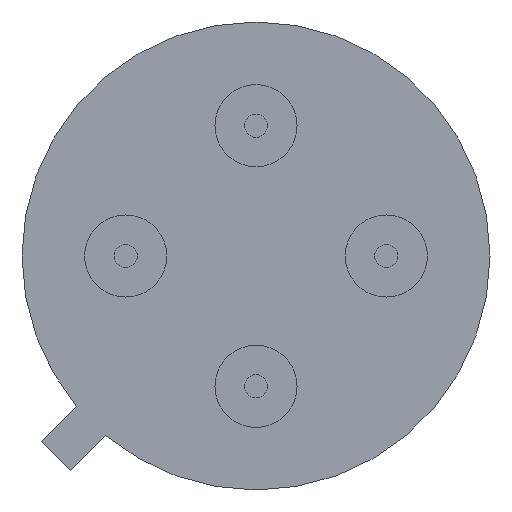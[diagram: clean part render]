
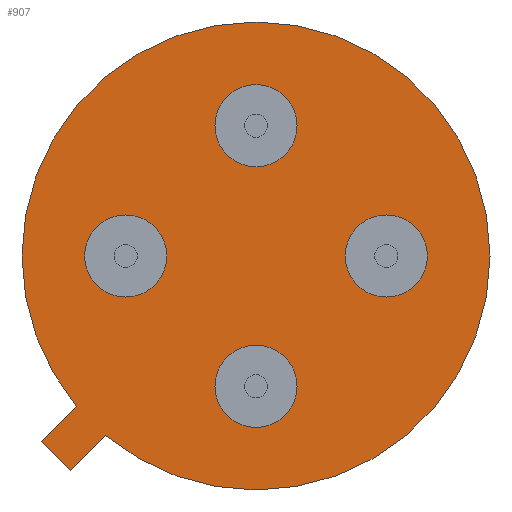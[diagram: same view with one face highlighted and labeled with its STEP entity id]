
A CAD part, front view. The second image highlights one B-rep face of the part: STEP entity #907.
In plain terms, the highlighted planar face has unit normal (0, -1, 0).
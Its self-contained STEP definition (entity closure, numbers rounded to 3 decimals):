
#218=VERTEX_POINT('NONE',#219);
#219=CARTESIAN_POINT('',(-2.54,0.0,0.8));
#225=EDGE_CURVE('NONE',#218,#226,#228,.F.);
#226=VERTEX_POINT('NONE',#227);
#227=CARTESIAN_POINT('',(-2.54,0.0,-0.8));
#228=CIRCLE('',#229,0.8);
#229=AXIS2_PLACEMENT_3D('',#230,#231,#232);
#230=CARTESIAN_POINT('',(-2.54,0.0,0.));
#231=DIRECTION('',(0.0,1.0,0.0));
#232=DIRECTION('',(1.0,0.0,0.));
#260=VERTEX_POINT('NONE',#261);
#261=CARTESIAN_POINT('',(0.,0.0,3.34));
#267=EDGE_CURVE('NONE',#260,#268,#270,.F.);
#268=VERTEX_POINT('NONE',#269);
#269=CARTESIAN_POINT('',(0.,0.0,1.74));
#270=CIRCLE('',#271,0.8);
#271=AXIS2_PLACEMENT_3D('',#272,#273,#274);
#272=CARTESIAN_POINT('',(0.,0.0,2.54));
#273=DIRECTION('',(0.0,1.0,0.0));
#274=DIRECTION('',(0.0,0.0,-1.0));
#302=VERTEX_POINT('NONE',#303);
#303=CARTESIAN_POINT('',(2.54,0.0,0.8));
#309=EDGE_CURVE('NONE',#302,#310,#312,.F.);
#310=VERTEX_POINT('NONE',#311);
#311=CARTESIAN_POINT('',(2.54,0.0,-0.8));
#312=CIRCLE('',#313,0.8);
#313=AXIS2_PLACEMENT_3D('',#314,#315,#316);
#314=CARTESIAN_POINT('',(2.54,0.0,0.));
#315=DIRECTION('',(0.0,1.0,0.0));
#316=DIRECTION('',(-1.0,0.0,0.));
#344=VERTEX_POINT('NONE',#345);
#345=CARTESIAN_POINT('',(0.,0.0,-1.74));
#351=EDGE_CURVE('NONE',#344,#352,#354,.F.);
#352=VERTEX_POINT('NONE',#353);
#353=CARTESIAN_POINT('',(0.,0.0,-3.34));
#354=CIRCLE('',#355,0.8);
#355=AXIS2_PLACEMENT_3D('',#356,#357,#358);
#356=CARTESIAN_POINT('',(0.,0.0,-2.54));
#357=DIRECTION('',(0.0,1.0,0.0));
#358=DIRECTION('',(0.0,0.0,1.0));
#616=EDGE_CURVE('NONE',#617,#619,#621,.T.);
#617=VERTEX_POINT('NONE',#618);
#618=CARTESIAN_POINT('',(2.929,0.0,-3.495));
#619=VERTEX_POINT('NONE',#620);
#620=CARTESIAN_POINT('',(0.,0.0,-4.56));
#621=CIRCLE('',#622,4.56);
#622=AXIS2_PLACEMENT_3D('',#623,#624,#625);
#623=CARTESIAN_POINT('',(0.0,0.0,0.0));
#624=DIRECTION('',(0.0,1.0,0.0));
#625=DIRECTION('',(0.0,0.0,1.0));
#659=EDGE_CURVE('NONE',#619,#660,#662,.T.);
#660=VERTEX_POINT('NONE',#661);
#661=CARTESIAN_POINT('',(0.0,0.0,4.56));
#662=CIRCLE('',#663,4.56);
#663=AXIS2_PLACEMENT_3D('',#664,#665,#666);
#664=CARTESIAN_POINT('',(0.0,0.0,0.0));
#665=DIRECTION('',(0.0,1.0,0.0));
#666=DIRECTION('',(0.0,0.0,1.0));
#692=EDGE_CURVE('NONE',#660,#693,#695,.T.);
#693=VERTEX_POINT('NONE',#694);
#694=CARTESIAN_POINT('',(3.495,0.0,-2.929));
#695=CIRCLE('',#696,4.56);
#696=AXIS2_PLACEMENT_3D('',#697,#698,#699);
#697=CARTESIAN_POINT('',(0.0,0.0,0.0));
#698=DIRECTION('',(0.0,1.0,0.0));
#699=DIRECTION('',(0.0,0.0,1.0));
#907=ADVANCED_FACE('NONE',(#908,#918,#928,#938,#948),#975,.T.);
#908=FACE_BOUND('NONE',#909,.T.);
#909=EDGE_LOOP('',(#910,#911));
#910=ORIENTED_EDGE('',*,*,#225,.F.);
#911=ORIENTED_EDGE('',*,*,#912,.T.);
#912=EDGE_CURVE('NONE',#218,#226,#913,.T.);
#913=CIRCLE('',#914,0.8);
#914=AXIS2_PLACEMENT_3D('',#915,#916,#917);
#915=CARTESIAN_POINT('',(-2.54,0.0,0.));
#916=DIRECTION('',(0.0,1.0,0.0));
#917=DIRECTION('',(1.0,0.0,0.));
#918=FACE_BOUND('NONE',#919,.T.);
#919=EDGE_LOOP('',(#920,#921));
#920=ORIENTED_EDGE('',*,*,#267,.F.);
#921=ORIENTED_EDGE('',*,*,#922,.T.);
#922=EDGE_CURVE('NONE',#260,#268,#923,.T.);
#923=CIRCLE('',#924,0.8);
#924=AXIS2_PLACEMENT_3D('',#925,#926,#927);
#925=CARTESIAN_POINT('',(0.,0.0,2.54));
#926=DIRECTION('',(0.0,1.0,0.0));
#927=DIRECTION('',(0.0,0.0,-1.0));
#928=FACE_BOUND('NONE',#929,.T.);
#929=EDGE_LOOP('',(#930,#931));
#930=ORIENTED_EDGE('',*,*,#309,.F.);
#931=ORIENTED_EDGE('',*,*,#932,.T.);
#932=EDGE_CURVE('NONE',#302,#310,#933,.T.);
#933=CIRCLE('',#934,0.8);
#934=AXIS2_PLACEMENT_3D('',#935,#936,#937);
#935=CARTESIAN_POINT('',(2.54,0.0,0.));
#936=DIRECTION('',(0.0,1.0,0.0));
#937=DIRECTION('',(-1.0,0.0,0.));
#938=FACE_BOUND('NONE',#939,.T.);
#939=EDGE_LOOP('',(#940,#941));
#940=ORIENTED_EDGE('',*,*,#351,.F.);
#941=ORIENTED_EDGE('',*,*,#942,.T.);
#942=EDGE_CURVE('NONE',#344,#352,#943,.T.);
#943=CIRCLE('',#944,0.8);
#944=AXIS2_PLACEMENT_3D('',#945,#946,#947);
#945=CARTESIAN_POINT('',(0.,0.0,-2.54));
#946=DIRECTION('',(0.0,1.0,0.0));
#947=DIRECTION('',(0.0,0.0,1.0));
#948=FACE_BOUND('NONE',#949,.T.);
#949=EDGE_LOOP('',(#950,#951,#959,#967,#973,#974));
#950=ORIENTED_EDGE('',*,*,#616,.F.);
#951=ORIENTED_EDGE('',*,*,#952,.T.);
#952=EDGE_CURVE('NONE',#617,#953,#955,.F.);
#953=VERTEX_POINT('NONE',#954);
#954=CARTESIAN_POINT('',(3.614,0.0,-4.179));
#955=LINE('',#956,#957);
#956=CARTESIAN_POINT('',(3.614,0.0,-4.179));
#957=VECTOR('',#958,1.0);
#958=DIRECTION('',(-0.707,0.0,0.707));
#959=ORIENTED_EDGE('',*,*,#960,.T.);
#960=EDGE_CURVE('NONE',#953,#961,#963,.F.);
#961=VERTEX_POINT('NONE',#962);
#962=CARTESIAN_POINT('',(4.179,0.0,-3.614));
#963=LINE('',#964,#965);
#964=CARTESIAN_POINT('',(3.614,0.0,-4.179));
#965=VECTOR('',#966,1.0);
#966=DIRECTION('',(-0.707,0.0,-0.707));
#967=ORIENTED_EDGE('',*,*,#968,.T.);
#968=EDGE_CURVE('NONE',#961,#693,#969,.F.);
#969=LINE('',#970,#971);
#970=CARTESIAN_POINT('',(4.179,0.0,-3.614));
#971=VECTOR('',#972,1.0);
#972=DIRECTION('',(0.707,0.0,-0.707));
#973=ORIENTED_EDGE('',*,*,#692,.F.);
#974=ORIENTED_EDGE('',*,*,#659,.F.);
#975=PLANE('',#976);
#976=AXIS2_PLACEMENT_3D('',#977,#978,#979);
#977=CARTESIAN_POINT('',(0.0,0.,0.0));
#978=DIRECTION('',(0.0,-1.0,0.0));
#979=DIRECTION('',(0.0,0.0,-1.0));
